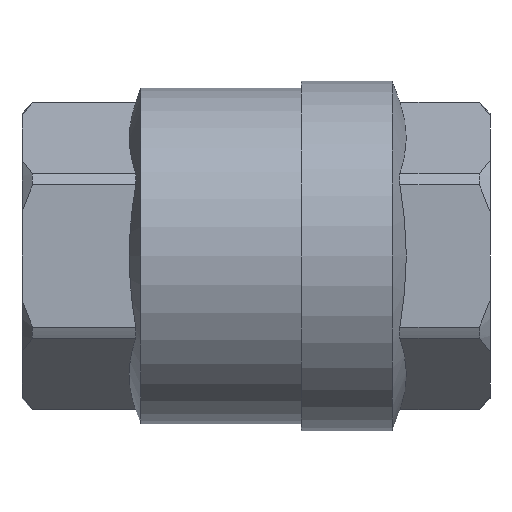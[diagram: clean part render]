
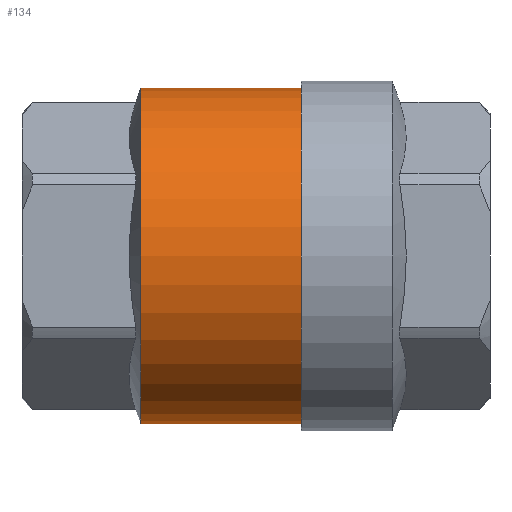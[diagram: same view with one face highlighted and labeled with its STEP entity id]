
A CAD part, left-side view. The second image highlights one B-rep face of the part: STEP entity #134.
In plain terms, the highlighted cylindrical face has radius 24 mm (diameter 48 mm), a full revolution.
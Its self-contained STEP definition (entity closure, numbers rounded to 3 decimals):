
#134 = ADVANCED_FACE( '', ( #296, #297 ), #298, .T. );
#296 = FACE_OUTER_BOUND( '', #485, .T. );
#297 = FACE_OUTER_BOUND( '', #486, .T. );
#298 = CYLINDRICAL_SURFACE( '', #487, 24. );
#485 = EDGE_LOOP( '', ( #828 ) );
#486 = EDGE_LOOP( '', ( #829 ) );
#487 = AXIS2_PLACEMENT_3D( '', #830, #831, #832 );
#828 = ORIENTED_EDGE( '', *, *, #1187, .T. );
#829 = ORIENTED_EDGE( '', *, *, #1213, .F. );
#830 = CARTESIAN_POINT( '', ( 0., -60., 0. ) );
#831 = DIRECTION( '', ( 0., 1., 0. ) );
#832 = DIRECTION( '', ( 0., 0., -1. ) );
#1187 = EDGE_CURVE( '', #1453, #1453, #1454, .F. );
#1213 = EDGE_CURVE( '', #1491, #1491, #1492, .T. );
#1453 = VERTEX_POINT( '', #1905 );
#1454 = CIRCLE( '', #1906, 24. );
#1491 = VERTEX_POINT( '', #1950 );
#1492 = CIRCLE( '', #1951, 24. );
#1905 = CARTESIAN_POINT( '', ( 0., 16.5, 24. ) );
#1906 = AXIS2_PLACEMENT_3D( '', #2195, #2196, #2197 );
#1950 = CARTESIAN_POINT( '', ( 0., -6.5, -24. ) );
#1951 = AXIS2_PLACEMENT_3D( '', #2238, #2239, #2240 );
#2195 = CARTESIAN_POINT( '', ( 0., 16.5, 0. ) );
#2196 = DIRECTION( '', ( 0., 1., 0. ) );
#2197 = DIRECTION( '', ( 0., 0., 1. ) );
#2238 = CARTESIAN_POINT( '', ( 0., -6.5, 0. ) );
#2239 = DIRECTION( '', ( 0., -1., 0. ) );
#2240 = DIRECTION( '', ( 0., 0., -1. ) );
